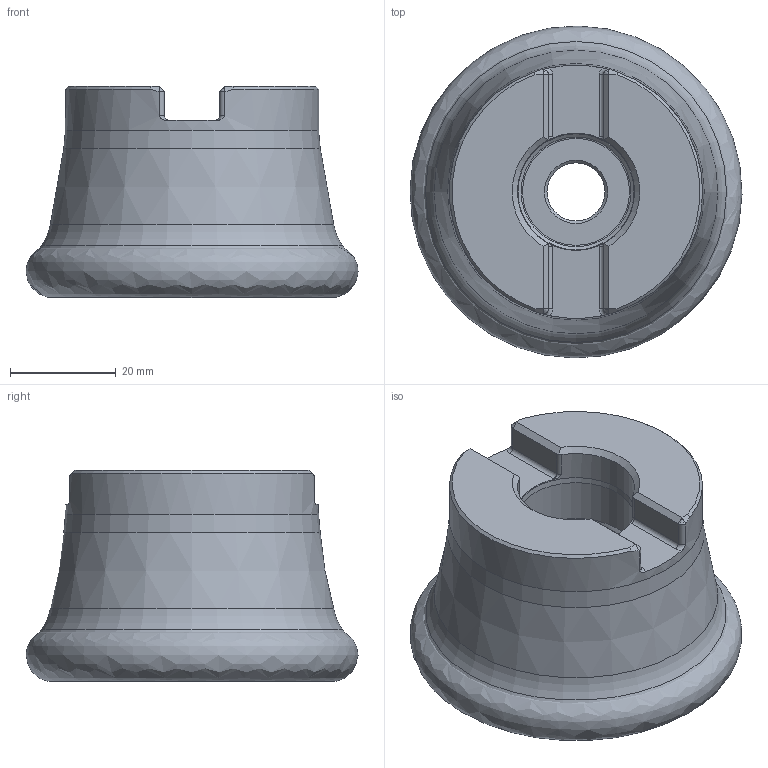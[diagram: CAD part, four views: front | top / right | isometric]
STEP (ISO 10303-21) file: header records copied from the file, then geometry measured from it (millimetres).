
FILE_DESCRIPTION(/* description */ (''),/* implementation_level */ '2;1');
FILE_NAME(/* name */ '63A06R_SMORC10_C_SIM.stp',/* time_stamp */ '2017-05-09T12:48:44+02:00',/* author */ (''),/* organization */ (''),/* preprocessor_version */ 'ST-DEVELOPER v15',/* originating_system */ 'SIEMENS PLM Software NX 8.5',/* authorisation */ '');
FILE_SCHEMA (('AUTOMOTIVE_DESIGN { 1 0 10303 214 3 1 1 1 }'));
Length unit declared in the file: millimetre
Products named in the file (1): hm1507DC08BAocm7
Bounding box: 62.93 x 62.93 x 40 mm (x, y, z)
Volume: 78912.6 mm3; surface area: 18328.3 mm2
Topology: 2 solids, 2 shells, 74 faces, 182 edges, 107 vertices
Faces by surface type: cylinder 23, plane 19, cone 16, torus 15, revolution 1
Full cylindrical faces by diameter (mm): 11 x1, 18.1 x1, 22.006 x1, 22.2 x1, 48 x1
Entity records: 2147 total; most frequent: CARTESIAN_POINT 527, DIRECTION 343, ORIENTED_EDGE 296, EDGE_CURVE 148, AXIS2_PLACEMENT_3D 147, VERTEX_POINT 99, EDGE_LOOP 96, ADVANCED_FACE 74
